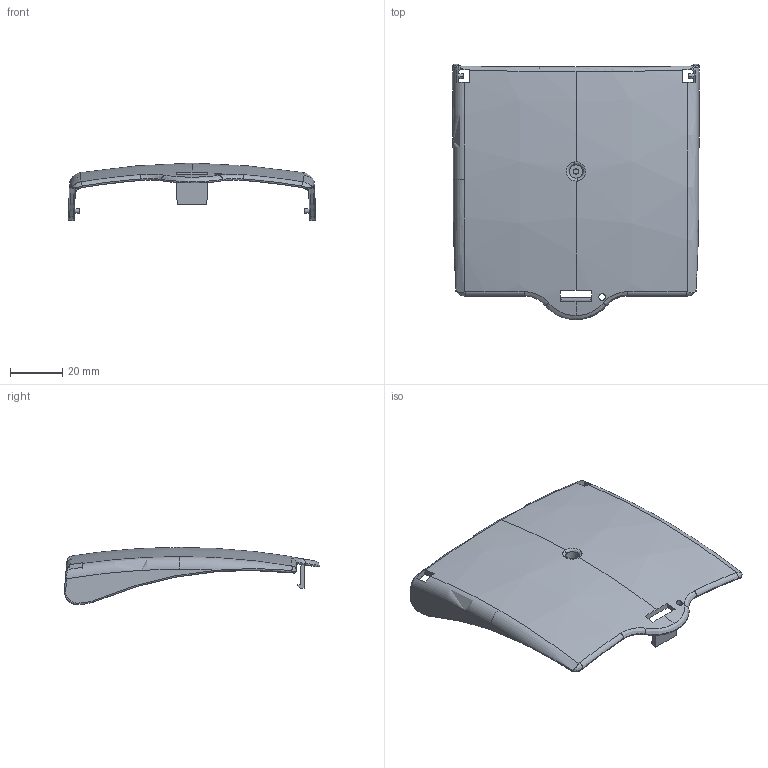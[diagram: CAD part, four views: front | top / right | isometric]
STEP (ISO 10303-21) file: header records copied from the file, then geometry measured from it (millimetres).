
FILE_DESCRIPTION (( 'STEP AP214' ), '1' );
FILE_NAME ('SHOKCA_STPALL.STEP', '2022-09-23T14:44:41', ( '' ), ( '' ), 'SwSTEP 2.0', 'SolidWorks 2020', '' );
FILE_SCHEMA (( 'AUTOMOTIVE_DESIGN' ));
Length unit declared in the file: millimetre
Products named in the file (3): PP0409-PROTECTION LID R2; SHOKCA_STPALL; EP0607-CYLINDRICAL MAGNET
Assembly tree (2 placements, depth 2):
  SHOKCA_STPALL
    PP0409-PROTECTION LID R2
    EP0607-CYLINDRICAL MAGNET
Bounding box: 94.51 x 97.68 x 21.85 mm (x, y, z)
Volume: 19130.6 mm3; surface area: 19892.6 mm2
Topology: 2 solids, 2 shells, 151 faces, 400 edges, 248 vertices
Faces by surface type: bspline 38, plane 38, torus 33, cylinder 24, cone 10, sphere 8
Entity records: 6406 total; most frequent: CARTESIAN_POINT 2794, ORIENTED_EDGE 800, DIRECTION 707, EDGE_CURVE 400, AXIS2_PLACEMENT_3D 308, VERTEX_POINT 248, CIRCLE 190, EDGE_LOOP 156
